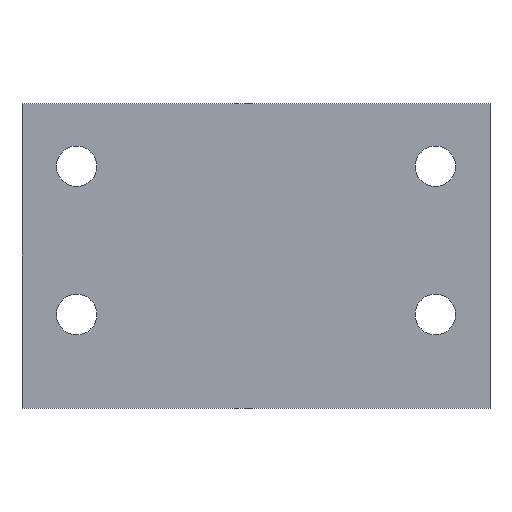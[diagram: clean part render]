
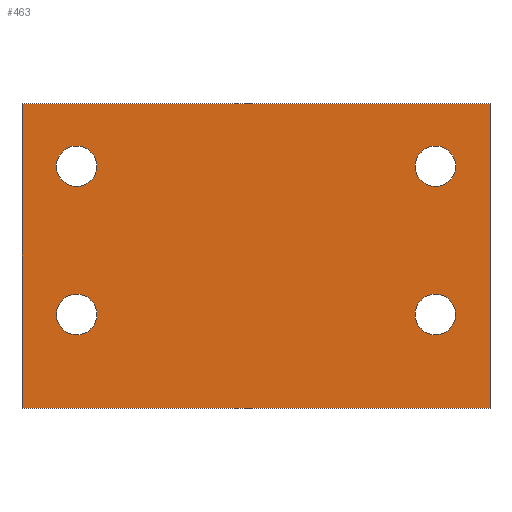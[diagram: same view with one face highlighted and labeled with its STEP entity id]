
A CAD part, left-side view. The second image highlights one B-rep face of the part: STEP entity #463.
In plain terms, the highlighted planar face has unit normal (-1, 0, 0).
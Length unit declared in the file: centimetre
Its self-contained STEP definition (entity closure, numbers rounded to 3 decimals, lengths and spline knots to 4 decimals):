
#4 = EDGE_LOOP ( 'NONE', ( #953, #975 ) ) ;
#12 = AXIS2_PLACEMENT_3D ( 'NONE', #68, #770, #191 ) ;
#30 = EDGE_LOOP ( 'NONE', ( #412, #190 ) ) ;
#32 = DIRECTION ( 'NONE',  ( 1., 0., 0. ) ) ;
#33 = CARTESIAN_POINT ( 'NONE',  ( -218.653, -11.5, 367.1356 ) ) ;
#34 = EDGE_LOOP ( 'NONE', ( #450, #417 ) ) ;
#38 = DIRECTION ( 'NONE',  ( 0., 1., 0. ) ) ;
#55 = DIRECTION ( 'NONE',  ( 1., 0., 0. ) ) ;
#62 = VERTEX_POINT ( 'NONE', #1003 ) ;
#68 = CARTESIAN_POINT ( 'NONE',  ( -218.653, 11.5, 358.9356 ) ) ;
#69 = FACE_BOUND ( 'NONE', #30, .T. ) ;
#120 = CIRCLE ( 'NONE', #12, 1.3 ) ;
#139 = VECTOR ( 'NONE', #701, 100. ) ;
#153 = EDGE_CURVE ( 'NONE', #499, #995, #618, .T. ) ;
#178 = DIRECTION ( 'NONE',  ( -1., 0., 0. ) ) ;
#187 = DIRECTION ( 'NONE',  ( 1., 0., 0. ) ) ;
#190 = ORIENTED_EDGE ( 'NONE', *, *, #887, .T. ) ;
#191 = DIRECTION ( 'NONE',  ( 0., 0., 1. ) ) ;
#220 = EDGE_LOOP ( 'NONE', ( #508, #227 ) ) ;
#227 = ORIENTED_EDGE ( 'NONE', *, *, #789, .T. ) ;
#247 = CIRCLE ( 'NONE', #775, 1.3 ) ;
#252 = VERTEX_POINT ( 'NONE', #33 ) ;
#258 = AXIS2_PLACEMENT_3D ( 'NONE', #882, #799, #974 ) ;
#272 = DIRECTION ( 'NONE',  ( 0., 0., 1. ) ) ;
#291 = CARTESIAN_POINT ( 'NONE',  ( -218.653, -15., 352.9356 ) ) ;
#324 = EDGE_CURVE ( 'NONE', #474, #359, #1054, .T. ) ;
#330 = CARTESIAN_POINT ( 'NONE',  ( -218.653, -11.5, 357.6356 ) ) ;
#339 = FACE_BOUND ( 'NONE', #4, .T. ) ;
#346 = CARTESIAN_POINT ( 'NONE',  ( -218.653, 11.5, 358.9356 ) ) ;
#349 = EDGE_CURVE ( 'NONE', #62, #643, #490, .T. ) ;
#356 = CARTESIAN_POINT ( 'NONE',  ( -218.653, 15., 352.9356 ) ) ;
#359 = VERTEX_POINT ( 'NONE', #736 ) ;
#396 = VERTEX_POINT ( 'NONE', #636 ) ;
#409 = CARTESIAN_POINT ( 'NONE',  ( -218.653, 15., 352.9356 ) ) ;
#412 = ORIENTED_EDGE ( 'NONE', *, *, #1008, .T. ) ;
#417 = ORIENTED_EDGE ( 'NONE', *, *, #691, .T. ) ;
#427 = FACE_BOUND ( 'NONE', #34, .T. ) ;
#446 = CARTESIAN_POINT ( 'NONE',  ( -218.653, 0., 352.9356 ) ) ;
#450 = ORIENTED_EDGE ( 'NONE', *, *, #349, .T. ) ;
#463 = ADVANCED_FACE ( 'NONE', ( #427, #339, #69, #681, #921 ), #1001, .T. ) ;
#474 = VERTEX_POINT ( 'NONE', #767 ) ;
#486 = ORIENTED_EDGE ( 'NONE', *, *, #659, .T. ) ;
#488 = CIRCLE ( 'NONE', #670, 1.3 ) ;
#490 = CIRCLE ( 'NONE', #672, 1.3 ) ;
#499 = VERTEX_POINT ( 'NONE', #409 ) ;
#507 = AXIS2_PLACEMENT_3D ( 'NONE', #772, #32, #956 ) ;
#508 = ORIENTED_EDGE ( 'NONE', *, *, #1084, .T. ) ;
#522 = VERTEX_POINT ( 'NONE', #330 ) ;
#534 = CARTESIAN_POINT ( 'NONE',  ( -218.653, -11.5, 360.2356 ) ) ;
#542 = VECTOR ( 'NONE', #957, 100. ) ;
#545 = DIRECTION ( 'NONE',  ( 1., 0., 0. ) ) ;
#571 = ORIENTED_EDGE ( 'NONE', *, *, #153, .T. ) ;
#589 = EDGE_CURVE ( 'NONE', #841, #252, #247, .T. ) ;
#604 = DIRECTION ( 'NONE',  ( 0., 0., 1. ) ) ;
#618 = LINE ( 'NONE', #446, #542 ) ;
#622 = LINE ( 'NONE', #356, #139 ) ;
#626 = EDGE_CURVE ( 'NONE', #252, #841, #920, .T. ) ;
#636 = CARTESIAN_POINT ( 'NONE',  ( -218.653, 11.5, 357.6356 ) ) ;
#643 = VERTEX_POINT ( 'NONE', #1043 ) ;
#646 = CARTESIAN_POINT ( 'NONE',  ( -218.653, -11.5, 369.7356 ) ) ;
#659 = EDGE_CURVE ( 'NONE', #359, #499, #622, .T. ) ;
#666 = CARTESIAN_POINT ( 'NONE',  ( -218.653, 0., 372.4356 ) ) ;
#670 = AXIS2_PLACEMENT_3D ( 'NONE', #346, #690, #604 ) ;
#672 = AXIS2_PLACEMENT_3D ( 'NONE', #905, #545, #807 ) ;
#681 = FACE_BOUND ( 'NONE', #220, .T. ) ;
#687 = VECTOR ( 'NONE', #38, 100. ) ;
#688 = CIRCLE ( 'NONE', #813, 1.3 ) ;
#690 = DIRECTION ( 'NONE',  ( 1., 0., 0. ) ) ;
#691 = EDGE_CURVE ( 'NONE', #643, #62, #902, .T. ) ;
#700 = CARTESIAN_POINT ( 'NONE',  ( -218.653, 11.5, 360.2356 ) ) ;
#701 = DIRECTION ( 'NONE',  ( 0., 0., -1. ) ) ;
#721 = LINE ( 'NONE', #291, #722 ) ;
#722 = VECTOR ( 'NONE', #804, 100. ) ;
#731 = CARTESIAN_POINT ( 'NONE',  ( -218.653, -11.5, 358.9356 ) ) ;
#736 = CARTESIAN_POINT ( 'NONE',  ( -218.653, 15., 372.4356 ) ) ;
#756 = EDGE_LOOP ( 'NONE', ( #486, #571, #766, #866 ) ) ;
#766 = ORIENTED_EDGE ( 'NONE', *, *, #1027, .T. ) ;
#767 = CARTESIAN_POINT ( 'NONE',  ( -218.653, -15., 372.4356 ) ) ;
#770 = DIRECTION ( 'NONE',  ( 1., 0., 0. ) ) ;
#772 = CARTESIAN_POINT ( 'NONE',  ( -218.653, 11.5, 368.4356 ) ) ;
#775 = AXIS2_PLACEMENT_3D ( 'NONE', #1021, #187, #939 ) ;
#789 = EDGE_CURVE ( 'NONE', #522, #1045, #688, .T. ) ;
#799 = DIRECTION ( 'NONE',  ( 1., 0., 0. ) ) ;
#804 = DIRECTION ( 'NONE',  ( 0., 0., 1. ) ) ;
#807 = DIRECTION ( 'NONE',  ( 0., 0., 1. ) ) ;
#813 = AXIS2_PLACEMENT_3D ( 'NONE', #731, #55, #963 ) ;
#841 = VERTEX_POINT ( 'NONE', #646 ) ;
#856 = DIRECTION ( 'NONE',  ( 1., 0., 0. ) ) ;
#862 = CIRCLE ( 'NONE', #258, 1.3 ) ;
#866 = ORIENTED_EDGE ( 'NONE', *, *, #324, .T. ) ;
#878 = CARTESIAN_POINT ( 'NONE',  ( -218.653, -11.5, 368.4356 ) ) ;
#882 = CARTESIAN_POINT ( 'NONE',  ( -218.653, -11.5, 358.9356 ) ) ;
#887 = EDGE_CURVE ( 'NONE', #396, #1029, #120, .T. ) ;
#902 = CIRCLE ( 'NONE', #507, 1.3 ) ;
#905 = CARTESIAN_POINT ( 'NONE',  ( -218.653, 11.5, 368.4356 ) ) ;
#920 = CIRCLE ( 'NONE', #934, 1.3 ) ;
#921 = FACE_OUTER_BOUND ( 'NONE', #756, .T. ) ;
#932 = AXIS2_PLACEMENT_3D ( 'NONE', #666, #178, #1086 ) ;
#934 = AXIS2_PLACEMENT_3D ( 'NONE', #878, #856, #272 ) ;
#938 = CARTESIAN_POINT ( 'NONE',  ( -218.653, -15., 352.9356 ) ) ;
#939 = DIRECTION ( 'NONE',  ( 0., 0., 1. ) ) ;
#953 = ORIENTED_EDGE ( 'NONE', *, *, #589, .T. ) ;
#956 = DIRECTION ( 'NONE',  ( 0., 0., 1. ) ) ;
#957 = DIRECTION ( 'NONE',  ( 0., -1., 0. ) ) ;
#963 = DIRECTION ( 'NONE',  ( 0., 0., 1. ) ) ;
#974 = DIRECTION ( 'NONE',  ( 0., 0., 1. ) ) ;
#975 = ORIENTED_EDGE ( 'NONE', *, *, #626, .T. ) ;
#983 = CARTESIAN_POINT ( 'NONE',  ( -218.653, 0., 372.4356 ) ) ;
#995 = VERTEX_POINT ( 'NONE', #938 ) ;
#1001 = PLANE ( 'NONE',  #932 ) ;
#1003 = CARTESIAN_POINT ( 'NONE',  ( -218.653, 11.5, 369.7356 ) ) ;
#1008 = EDGE_CURVE ( 'NONE', #1029, #396, #488, .T. ) ;
#1021 = CARTESIAN_POINT ( 'NONE',  ( -218.653, -11.5, 368.4356 ) ) ;
#1027 = EDGE_CURVE ( 'NONE', #995, #474, #721, .T. ) ;
#1029 = VERTEX_POINT ( 'NONE', #700 ) ;
#1043 = CARTESIAN_POINT ( 'NONE',  ( -218.653, 11.5, 367.1356 ) ) ;
#1045 = VERTEX_POINT ( 'NONE', #534 ) ;
#1054 = LINE ( 'NONE', #983, #687 ) ;
#1084 = EDGE_CURVE ( 'NONE', #1045, #522, #862, .T. ) ;
#1086 = DIRECTION ( 'NONE',  ( 0., 1., 0. ) ) ;
